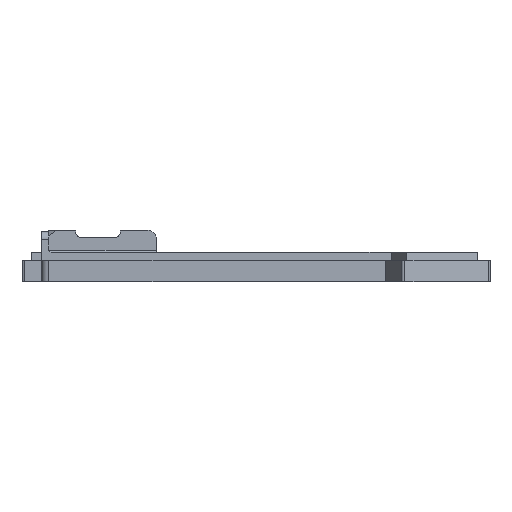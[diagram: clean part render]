
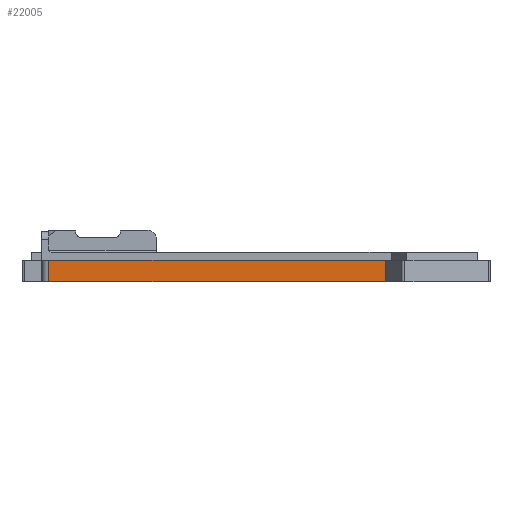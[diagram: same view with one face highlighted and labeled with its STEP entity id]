
A CAD part, left-side view. The second image highlights one B-rep face of the part: STEP entity #22005.
In plain terms, the highlighted planar face has unit normal (-1, 0, 0).
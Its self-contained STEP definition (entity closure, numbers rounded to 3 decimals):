
#1653=LINE('',#28762,#3727);
#1753=LINE('',#29413,#3827);
#3512=LINE('',#40393,#5586);
#3513=LINE('',#40395,#5587);
#3727=VECTOR('',#23481,10.);
#3827=VECTOR('',#23667,10.);
#5586=VECTOR('',#27240,10.);
#5587=VECTOR('',#27243,10.);
#6882=FACE_OUTER_BOUND('',#8141,.T.);
#8141=EDGE_LOOP('',(#20212,#20213,#20214,#20215));
#8645=VERTEX_POINT('',#28759);
#8646=VERTEX_POINT('',#28761);
#8776=VERTEX_POINT('',#29410);
#8777=VERTEX_POINT('',#29412);
#10869=EDGE_CURVE('',#8646,#8645,#1653,.T.);
#11044=EDGE_CURVE('',#8776,#8777,#1753,.T.);
#13772=EDGE_CURVE('',#8777,#8645,#3512,.T.);
#13773=EDGE_CURVE('',#8776,#8646,#3513,.T.);
#20212=ORIENTED_EDGE('',*,*,#11044,.F.);
#20213=ORIENTED_EDGE('',*,*,#13773,.T.);
#20214=ORIENTED_EDGE('',*,*,#10869,.T.);
#20215=ORIENTED_EDGE('',*,*,#13772,.F.);
#20836=PLANE('',#23067);
#22005=ADVANCED_FACE('',(#6882),#20836,.F.);
#23067=AXIS2_PLACEMENT_3D('',#40394,#27241,#27242);
#23481=DIRECTION('',(0.,-1.,0.));
#23667=DIRECTION('',(0.,-1.,0.));
#27240=DIRECTION('',(0.,0.,-1.));
#27241=DIRECTION('center_axis',(1.,0.,0.));
#27242=DIRECTION('ref_axis',(0.,-1.,0.));
#27243=DIRECTION('',(0.,0.,-1.));
#28759=CARTESIAN_POINT('',(162.581,-120.425,-6.7));
#28761=CARTESIAN_POINT('',(162.581,-49.155,-6.7));
#28762=CARTESIAN_POINT('',(162.581,-49.155,-6.7));
#29410=CARTESIAN_POINT('',(162.581,-49.155,-2.2));
#29412=CARTESIAN_POINT('',(162.581,-120.425,-2.2));
#29413=CARTESIAN_POINT('',(162.581,-49.155,-2.2));
#40393=CARTESIAN_POINT('',(162.581,-120.425,-2.2));
#40394=CARTESIAN_POINT('Origin',(162.581,-49.155,-2.2));
#40395=CARTESIAN_POINT('',(162.581,-49.155,-2.2));
